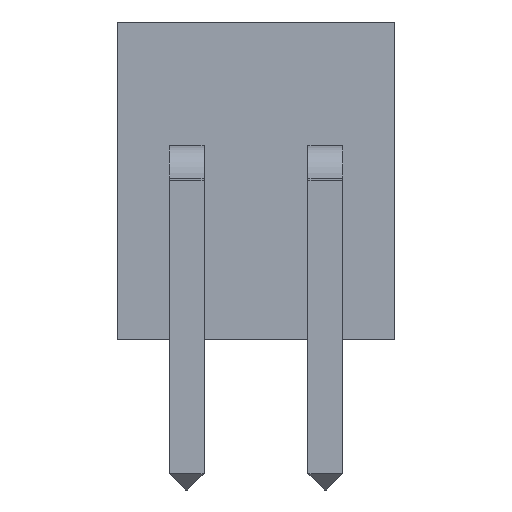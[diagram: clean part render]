
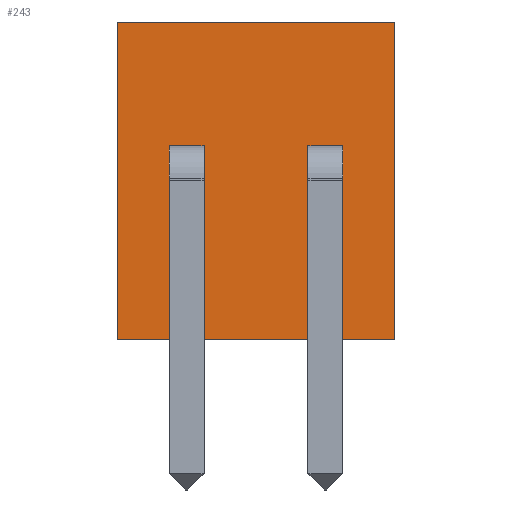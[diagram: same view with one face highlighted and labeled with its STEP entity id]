
A CAD part, left-side view. The second image highlights one B-rep face of the part: STEP entity #243.
In plain terms, the highlighted planar face has unit normal (-1, 0, 0).
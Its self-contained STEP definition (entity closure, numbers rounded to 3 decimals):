
#22 = VERTEX_POINT('',#23);
#23 = CARTESIAN_POINT('',(0.,0.,0.));
#31 = EDGE_CURVE('',#22,#32,#34,.T.);
#32 = VERTEX_POINT('',#33);
#33 = CARTESIAN_POINT('',(0.,0.,5.8)
  );
#34 = LINE('',#35,#36);
#35 = CARTESIAN_POINT('',(0.,0.,0.));
#36 = VECTOR('',#37,1.);
#37 = DIRECTION('',(0.,0.,1.));
#61 = EDGE_CURVE('',#22,#62,#64,.T.);
#62 = VERTEX_POINT('',#63);
#63 = CARTESIAN_POINT('',(0.,5.08,0.)
  );
#64 = LINE('',#65,#66);
#65 = CARTESIAN_POINT('',(0.,0.,0.));
#66 = VECTOR('',#67,1.);
#67 = DIRECTION('',(0.,1.,0.));
#223 = EDGE_CURVE('',#32,#224,#226,.T.);
#224 = VERTEX_POINT('',#225);
#225 = CARTESIAN_POINT('',(0.,5.08,5.8));
#226 = LINE('',#227,#228);
#227 = CARTESIAN_POINT('',(0.,0.,5.8)
  );
#228 = VECTOR('',#229,1.);
#229 = DIRECTION('',(0.,1.,0.));
#243 = ADVANCED_FACE('',(#244,#255,#289),#323,.F.);
#244 = FACE_BOUND('',#245,.F.);
#245 = EDGE_LOOP('',(#246,#247,#248,#254));
#246 = ORIENTED_EDGE('',*,*,#31,.F.);
#247 = ORIENTED_EDGE('',*,*,#61,.T.);
#248 = ORIENTED_EDGE('',*,*,#249,.T.);
#249 = EDGE_CURVE('',#62,#224,#250,.T.);
#250 = LINE('',#251,#252);
#251 = CARTESIAN_POINT('',(0.,5.08,0.
    ));
#252 = VECTOR('',#253,1.);
#253 = DIRECTION('',(0.,0.,1.));
#254 = ORIENTED_EDGE('',*,*,#223,.F.);
#255 = FACE_BOUND('',#256,.F.);
#256 = EDGE_LOOP('',(#257,#267,#275,#283));
#257 = ORIENTED_EDGE('',*,*,#258,.F.);
#258 = EDGE_CURVE('',#259,#261,#263,.T.);
#259 = VERTEX_POINT('',#260);
#260 = CARTESIAN_POINT('',(0.,4.13,2.9));
#261 = VERTEX_POINT('',#262);
#262 = CARTESIAN_POINT('',(0.,4.13,3.54));
#263 = LINE('',#264,#265);
#264 = CARTESIAN_POINT('',(0.,4.13,1.45));
#265 = VECTOR('',#266,1.);
#266 = DIRECTION('',(0.,0.,1.));
#267 = ORIENTED_EDGE('',*,*,#268,.T.);
#268 = EDGE_CURVE('',#259,#269,#271,.T.);
#269 = VERTEX_POINT('',#270);
#270 = CARTESIAN_POINT('',(0.,3.49,2.9));
#271 = LINE('',#272,#273);
#272 = CARTESIAN_POINT('',(0.,1.745,2.9));
#273 = VECTOR('',#274,1.);
#274 = DIRECTION('',(0.,-1.,0.));
#275 = ORIENTED_EDGE('',*,*,#276,.T.);
#276 = EDGE_CURVE('',#269,#277,#279,.T.);
#277 = VERTEX_POINT('',#278);
#278 = CARTESIAN_POINT('',(0.,3.49,3.54));
#279 = LINE('',#280,#281);
#280 = CARTESIAN_POINT('',(0.,3.49,1.45));
#281 = VECTOR('',#282,1.);
#282 = DIRECTION('',(0.,0.,1.));
#283 = ORIENTED_EDGE('',*,*,#284,.F.);
#284 = EDGE_CURVE('',#261,#277,#285,.T.);
#285 = LINE('',#286,#287);
#286 = CARTESIAN_POINT('',(0.,1.745,3.54));
#287 = VECTOR('',#288,1.);
#288 = DIRECTION('',(0.,-1.,0.));
#289 = FACE_BOUND('',#290,.F.);
#290 = EDGE_LOOP('',(#291,#301,#309,#317));
#291 = ORIENTED_EDGE('',*,*,#292,.F.);
#292 = EDGE_CURVE('',#293,#295,#297,.T.);
#293 = VERTEX_POINT('',#294);
#294 = CARTESIAN_POINT('',(0.,1.59,2.9));
#295 = VERTEX_POINT('',#296);
#296 = CARTESIAN_POINT('',(0.,1.59,3.54));
#297 = LINE('',#298,#299);
#298 = CARTESIAN_POINT('',(0.,1.59,1.45));
#299 = VECTOR('',#300,1.);
#300 = DIRECTION('',(0.,0.,1.));
#301 = ORIENTED_EDGE('',*,*,#302,.T.);
#302 = EDGE_CURVE('',#293,#303,#305,.T.);
#303 = VERTEX_POINT('',#304);
#304 = CARTESIAN_POINT('',(0.,0.95,2.9));
#305 = LINE('',#306,#307);
#306 = CARTESIAN_POINT('',(0.,0.475,2.9));
#307 = VECTOR('',#308,1.);
#308 = DIRECTION('',(0.,-1.,0.));
#309 = ORIENTED_EDGE('',*,*,#310,.T.);
#310 = EDGE_CURVE('',#303,#311,#313,.T.);
#311 = VERTEX_POINT('',#312);
#312 = CARTESIAN_POINT('',(0.,0.95,3.54));
#313 = LINE('',#314,#315);
#314 = CARTESIAN_POINT('',(0.,0.95,1.45));
#315 = VECTOR('',#316,1.);
#316 = DIRECTION('',(0.,0.,1.));
#317 = ORIENTED_EDGE('',*,*,#318,.F.);
#318 = EDGE_CURVE('',#295,#311,#319,.T.);
#319 = LINE('',#320,#321);
#320 = CARTESIAN_POINT('',(0.,0.475,3.54));
#321 = VECTOR('',#322,1.);
#322 = DIRECTION('',(0.,-1.,0.));
#323 = PLANE('',#324);
#324 = AXIS2_PLACEMENT_3D('',#325,#326,#327);
#325 = CARTESIAN_POINT('',(0.,0.,0.));
#326 = DIRECTION('',(1.,0.,0.));
#327 = DIRECTION('',(0.,1.,0.));
